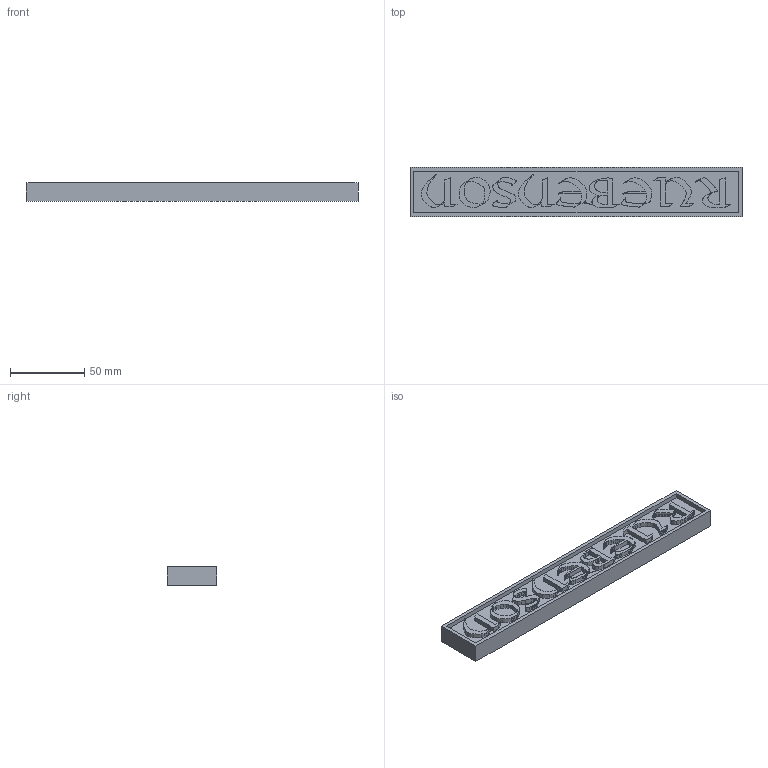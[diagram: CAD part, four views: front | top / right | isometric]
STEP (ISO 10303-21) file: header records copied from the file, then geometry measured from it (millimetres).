
FILE_DESCRIPTION(/* description */ (''),/* implementation_level */ '2;1');
FILE_NAME(/* name */ 'RuebensonBrandingIron v5.step',/* time_stamp */ '2023-04-13T17:37:52-06:00',/* author */ (''),/* organization */ (''),/* preprocessor_version */ 'ST-DEVELOPER v19.2',/* originating_system */ 'Autodesk Translation Framework v12.4.0.73',/* authorisation */ '');
FILE_SCHEMA (('AUTOMOTIVE_DESIGN { 1 0 10303 214 3 1 1 }'));
Length unit declared in the file: inch
Products named in the file (1): RuebensonBrandingIron
Bounding box: 223.52 x 33.02 x 12.7 mm (x, y, z)
Volume: 78746.4 mm3; surface area: 26347.3 mm2
Topology: 1 solids, 1 shells, 807 faces, 2373 edges, 1580 vertices
Faces by surface type: bspline 555, plane 199, cylinder 53
Entity records: 29739 total; most frequent: CARTESIAN_POINT 11976, ORIENTED_EDGE 4746, EDGE_CURVE 2373, DIRECTION 1875, VERTEX_POINT 1580, LINE 1157, VECTOR 1157, B_SPLINE_CURVE_WITH_KNOTS 1110
